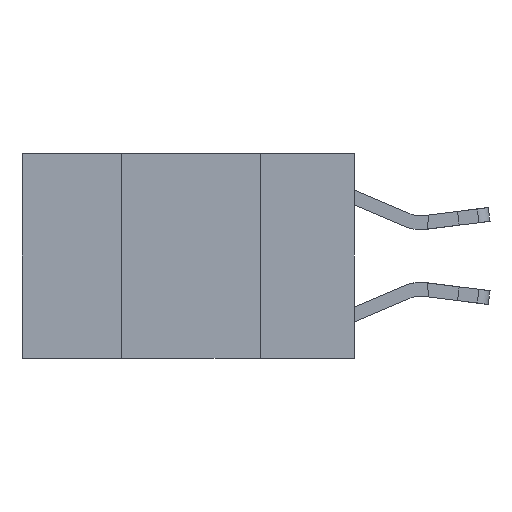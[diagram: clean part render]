
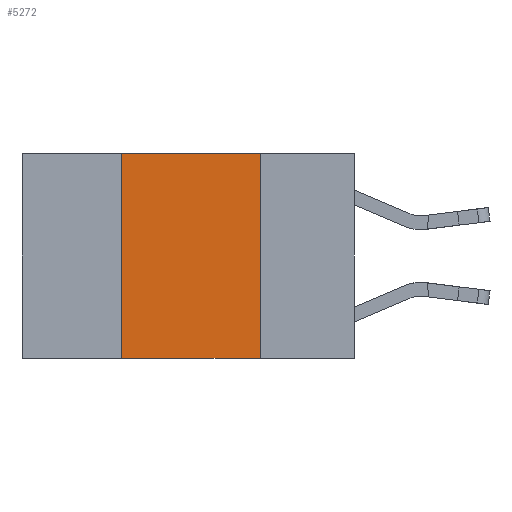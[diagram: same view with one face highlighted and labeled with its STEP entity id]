
A CAD part, left-side view. The second image highlights one B-rep face of the part: STEP entity #5272.
In plain terms, the highlighted planar face has unit normal (-1, 0, 0).
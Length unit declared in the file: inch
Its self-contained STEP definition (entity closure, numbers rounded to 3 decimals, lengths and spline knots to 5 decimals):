
#436 = CARTESIAN_POINT ( 'NONE',  ( 0., 0.17, 0. ) ) ;
#439 = EDGE_LOOP ( 'NONE', ( #3312, #5987, #15087, #2687 ) ) ;
#749 = PLANE ( 'NONE',  #12224 ) ;
#1048 = VERTEX_POINT ( 'NONE', #2209 ) ;
#1988 = VECTOR ( 'NONE', #12509, 39.37008 ) ;
#2167 = CARTESIAN_POINT ( 'NONE',  ( 0., 0.17, -0.37 ) ) ;
#2209 = CARTESIAN_POINT ( 'NONE',  ( 0., 0.17, 0. ) ) ;
#2624 = EDGE_CURVE ( 'NONE', #1048, #8832, #9406, .T. ) ;
#2661 = LINE ( 'NONE', #9800, #6529 ) ;
#2687 = ORIENTED_EDGE ( 'NONE', *, *, #13396, .T. ) ;
#2849 = LINE ( 'NONE', #3078, #1988 ) ;
#3073 = EDGE_CURVE ( 'NONE', #14197, #1048, #2661, .T. ) ;
#3078 = CARTESIAN_POINT ( 'NONE',  ( 0., 0.6, -0.37 ) ) ;
#3312 = ORIENTED_EDGE ( 'NONE', *, *, #2624, .F. ) ;
#3970 = DIRECTION ( 'NONE',  ( 0., -1., 0. ) ) ;
#4115 = CARTESIAN_POINT ( 'NONE',  ( 0., 0.42, 0. ) ) ;
#4343 = EDGE_CURVE ( 'NONE', #13781, #14197, #5002, .T. ) ;
#4766 = DIRECTION ( 'NONE',  ( 0., 0., 1. ) ) ;
#5002 = LINE ( 'NONE', #7242, #6799 ) ;
#5149 = VECTOR ( 'NONE', #13366, 39.37008 ) ;
#5272 = ADVANCED_FACE ( 'NONE', ( #11235 ), #749, .F. ) ;
#5987 = ORIENTED_EDGE ( 'NONE', *, *, #3073, .F. ) ;
#6529 = VECTOR ( 'NONE', #3970, 39.37008 ) ;
#6799 = VECTOR ( 'NONE', #4766, 39.37008 ) ;
#7242 = CARTESIAN_POINT ( 'NONE',  ( 0., 0.42, 0. ) ) ;
#8832 = VERTEX_POINT ( 'NONE', #2167 ) ;
#9406 = LINE ( 'NONE', #436, #5149 ) ;
#9800 = CARTESIAN_POINT ( 'NONE',  ( 0., 0.6, 0. ) ) ;
#10070 = CARTESIAN_POINT ( 'NONE',  ( 0., 0.6, 0. ) ) ;
#10819 = CARTESIAN_POINT ( 'NONE',  ( 0., 0.42, -0.37 ) ) ;
#11235 = FACE_OUTER_BOUND ( 'NONE', #439, .T. ) ;
#12224 = AXIS2_PLACEMENT_3D ( 'NONE', #10070, #13531, #14586 ) ;
#12509 = DIRECTION ( 'NONE',  ( 0., -1., 0. ) ) ;
#13366 = DIRECTION ( 'NONE',  ( 0., 0., -1. ) ) ;
#13396 = EDGE_CURVE ( 'NONE', #13781, #8832, #2849, .T. ) ;
#13531 = DIRECTION ( 'NONE',  ( 1., 0., 0. ) ) ;
#13781 = VERTEX_POINT ( 'NONE', #10819 ) ;
#14197 = VERTEX_POINT ( 'NONE', #4115 ) ;
#14586 = DIRECTION ( 'NONE',  ( 0., 0., -1. ) ) ;
#15087 = ORIENTED_EDGE ( 'NONE', *, *, #4343, .F. ) ;
